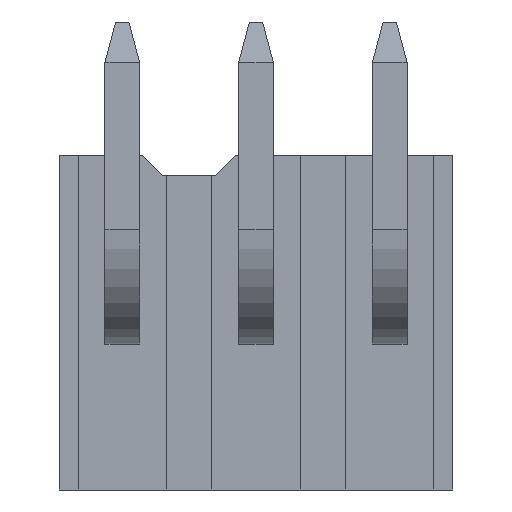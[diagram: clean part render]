
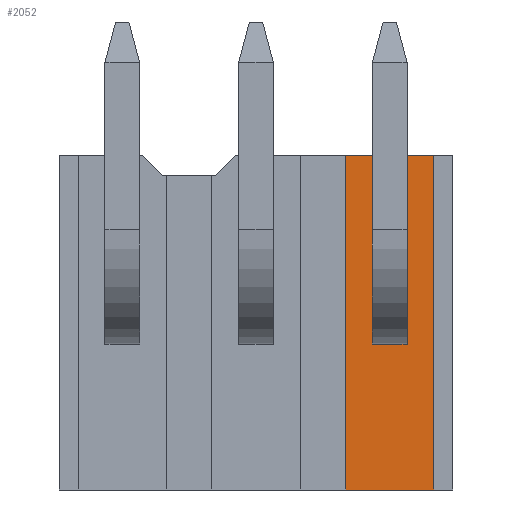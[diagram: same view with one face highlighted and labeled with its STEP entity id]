
A CAD part, front view. The second image highlights one B-rep face of the part: STEP entity #2052.
In plain terms, the highlighted planar face has unit normal (0, -1, 0).
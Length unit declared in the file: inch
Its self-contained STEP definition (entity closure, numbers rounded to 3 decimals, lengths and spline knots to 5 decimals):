
#61=DIRECTION('',(1.,0.,0.));
#62=VECTOR('',#61,0.066);
#63=CARTESIAN_POINT('',(0.067,-0.0375,0.125));
#64=LINE('',#63,#62);
#417=DIRECTION('',(1.,0.,0.));
#418=VECTOR('',#417,0.066);
#419=CARTESIAN_POINT('',(0.067,-0.0375,-0.125));
#420=LINE('',#419,#418);
#469=DIRECTION('',(0.,0.,1.));
#470=VECTOR('',#469,0.25);
#471=CARTESIAN_POINT('',(0.133,-0.0375,-0.125));
#472=LINE('',#471,#470);
#473=DIRECTION('',(0.,0.,-1.));
#474=VECTOR('',#473,0.25);
#475=CARTESIAN_POINT('',(0.067,-0.0375,0.125));
#476=LINE('',#475,#474);
#477=DIRECTION('',(0.,0.,-1.));
#478=VECTOR('',#477,0.026);
#479=CARTESIAN_POINT('',(0.087,-0.0375,0.01));
#480=LINE('',#479,#478);
#481=DIRECTION('',(1.,0.,0.));
#482=VECTOR('',#481,0.026);
#483=CARTESIAN_POINT('',(0.087,-0.0375,-0.016));
#484=LINE('',#483,#482);
#485=DIRECTION('',(0.,0.,-1.));
#486=VECTOR('',#485,0.026);
#487=CARTESIAN_POINT('',(0.113,-0.0375,0.01));
#488=LINE('',#487,#486);
#489=DIRECTION('',(1.,0.,0.));
#490=VECTOR('',#489,0.026);
#491=CARTESIAN_POINT('',(0.087,-0.0375,0.01));
#492=LINE('',#491,#490);
#1231=CARTESIAN_POINT('',(0.067,-0.0375,0.125));
#1232=CARTESIAN_POINT('',(0.133,-0.0375,0.125));
#1233=VERTEX_POINT('',#1231);
#1234=VERTEX_POINT('',#1232);
#1243=CARTESIAN_POINT('',(0.067,-0.0375,-0.125));
#1244=CARTESIAN_POINT('',(0.133,-0.0375,-0.125));
#1245=VERTEX_POINT('',#1243);
#1246=VERTEX_POINT('',#1244);
#1279=CARTESIAN_POINT('',(0.087,-0.0375,0.01));
#1280=CARTESIAN_POINT('',(0.087,-0.0375,-0.016));
#1281=VERTEX_POINT('',#1279);
#1282=VERTEX_POINT('',#1280);
#1283=CARTESIAN_POINT('',(0.113,-0.0375,0.01));
#1284=CARTESIAN_POINT('',(0.113,-0.0375,-0.016));
#1285=VERTEX_POINT('',#1283);
#1286=VERTEX_POINT('',#1284);
#2029=CARTESIAN_POINT('',(-0.147,-0.0375,0.));
#2030=DIRECTION('',(0.,-1.,0.));
#2031=DIRECTION('',(1.,0.,0.));
#2032=AXIS2_PLACEMENT_3D('',#2029,#2030,#2031);
#2033=PLANE('',#2032);
#2034=ORIENTED_EDGE('',*,*,#1467,.T.);
#2036=ORIENTED_EDGE('',*,*,#2035,.F.);
#2037=ORIENTED_EDGE('',*,*,#1995,.F.);
#2039=ORIENTED_EDGE('',*,*,#2038,.F.);
#2040=EDGE_LOOP('',(#2034,#2036,#2037,#2039));
#2041=FACE_OUTER_BOUND('',#2040,.F.);
#2043=ORIENTED_EDGE('',*,*,#2042,.T.);
#2045=ORIENTED_EDGE('',*,*,#2044,.T.);
#2047=ORIENTED_EDGE('',*,*,#2046,.F.);
#2049=ORIENTED_EDGE('',*,*,#2048,.F.);
#2050=EDGE_LOOP('',(#2043,#2045,#2047,#2049));
#2051=FACE_BOUND('',#2050,.F.);
#2052=ADVANCED_FACE('',(#2041,#2051),#2033,.T.);
#1467=EDGE_CURVE('',#1233,#1234,#64,.T.);
#1995=EDGE_CURVE('',#1245,#1246,#420,.T.);
#2035=EDGE_CURVE('',#1246,#1234,#472,.T.);
#2038=EDGE_CURVE('',#1233,#1245,#476,.T.);
#2042=EDGE_CURVE('',#1281,#1282,#480,.T.);
#2044=EDGE_CURVE('',#1282,#1286,#484,.T.);
#2046=EDGE_CURVE('',#1285,#1286,#488,.T.);
#2048=EDGE_CURVE('',#1281,#1285,#492,.T.);
